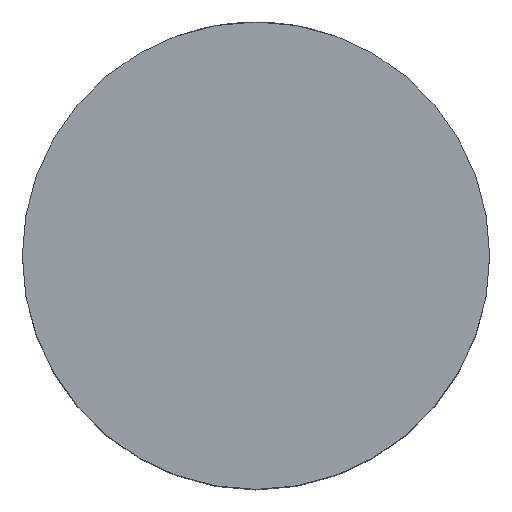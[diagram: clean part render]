
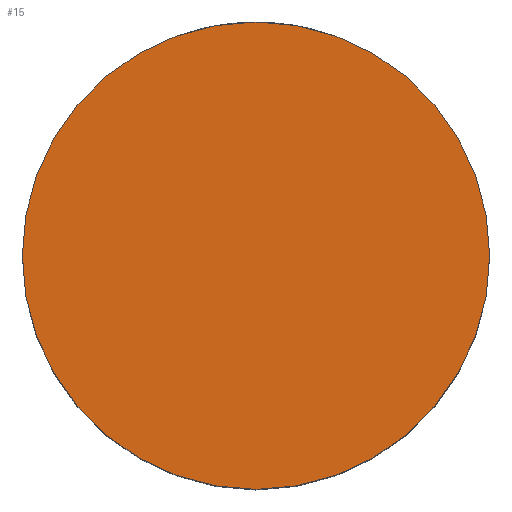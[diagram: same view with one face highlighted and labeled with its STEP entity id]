
A CAD part, top view. The second image highlights one B-rep face of the part: STEP entity #15.
In plain terms, the highlighted planar face has unit normal (0, 0, 1).
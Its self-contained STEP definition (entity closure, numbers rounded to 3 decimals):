
#3 = CARTESIAN_POINT ( 'NONE',  ( 0., 0., 30. ) ) ;
#15 = ADVANCED_FACE ( 'NONE', ( #240 ), #274, .T. ) ;
#30 = ORIENTED_EDGE ( 'NONE', *, *, #144, .T. ) ;
#49 = DIRECTION ( 'NONE',  ( 1., 0., 0. ) ) ;
#53 = DIRECTION ( 'NONE',  ( 0., 0., 1. ) ) ;
#59 = CARTESIAN_POINT ( 'NONE',  ( 21., 0., 30. ) ) ;
#80 = CIRCLE ( 'NONE', #325, 21. ) ;
#106 = CARTESIAN_POINT ( 'NONE',  ( 0., 0., 30. ) ) ;
#110 = CARTESIAN_POINT ( 'NONE',  ( -21., 0., 30. ) ) ;
#117 = EDGE_LOOP ( 'NONE', ( #209, #30 ) ) ;
#131 = CARTESIAN_POINT ( 'NONE',  ( 0., 0., 30. ) ) ;
#144 = EDGE_CURVE ( 'NONE', #302, #162, #298, .T. ) ;
#162 = VERTEX_POINT ( 'NONE', #110 ) ;
#173 = DIRECTION ( 'NONE',  ( 1., 0., 0. ) ) ;
#185 = EDGE_CURVE ( 'NONE', #162, #302, #80, .T. ) ;
#209 = ORIENTED_EDGE ( 'NONE', *, *, #185, .T. ) ;
#227 = DIRECTION ( 'NONE',  ( 1., 0., 0. ) ) ;
#240 = FACE_OUTER_BOUND ( 'NONE', #117, .T. ) ;
#251 = AXIS2_PLACEMENT_3D ( 'NONE', #131, #354, #49 ) ;
#267 = AXIS2_PLACEMENT_3D ( 'NONE', #106, #53, #173 ) ;
#274 = PLANE ( 'NONE',  #251 ) ;
#286 = DIRECTION ( 'NONE',  ( 0., 0., 1. ) ) ;
#298 = CIRCLE ( 'NONE', #267, 21. ) ;
#302 = VERTEX_POINT ( 'NONE', #59 ) ;
#325 = AXIS2_PLACEMENT_3D ( 'NONE', #3, #286, #227 ) ;
#354 = DIRECTION ( 'NONE',  ( 0., 0., 1. ) ) ;
